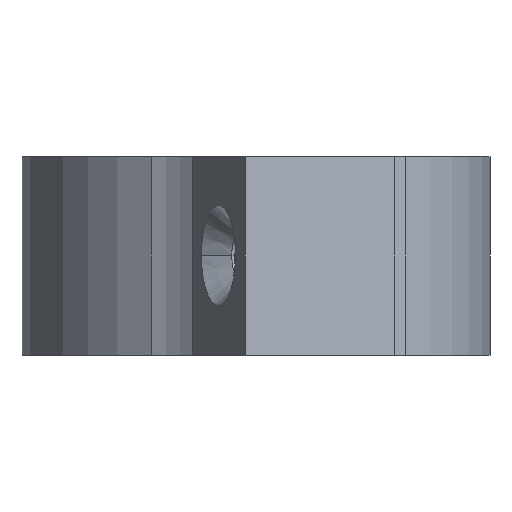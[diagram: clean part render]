
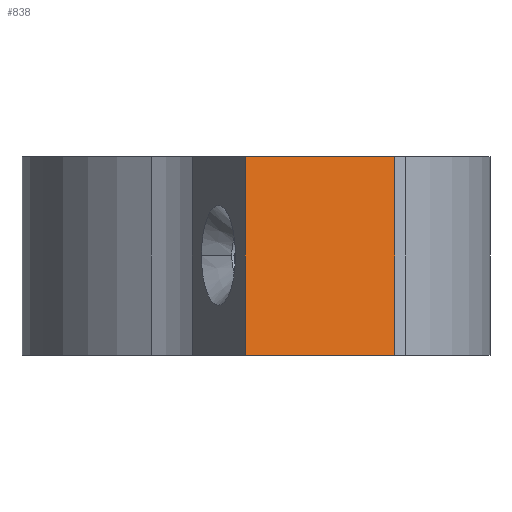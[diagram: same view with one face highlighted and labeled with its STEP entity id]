
A CAD part, left-side view. The second image highlights one B-rep face of the part: STEP entity #838.
In plain terms, the highlighted planar face has unit normal (-0.94, -0.34, 0).
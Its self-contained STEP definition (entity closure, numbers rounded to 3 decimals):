
#123 = DIRECTION ( 'NONE',  ( 0., 0., -1. ) ) ;
#179 = EDGE_CURVE ( 'NONE', #5064, #4859, #3071, .T. ) ;
#838 = ADVANCED_FACE ( 'NONE', ( #2267 ), #3505, .F. ) ;
#1384 = EDGE_CURVE ( 'NONE', #5064, #1464, #4864, .T. ) ;
#1456 = ORIENTED_EDGE ( 'NONE', *, *, #4834, .F. ) ;
#1464 = VERTEX_POINT ( 'NONE', #3870 ) ;
#1557 = LINE ( 'NONE', #4440, #5237 ) ;
#1687 = CARTESIAN_POINT ( 'NONE',  ( -62.483, -16.523, 12.5 ) ) ;
#2079 = CARTESIAN_POINT ( 'NONE',  ( -62.483, -16.523, -12.5 ) ) ;
#2127 = VERTEX_POINT ( 'NONE', #2079 ) ;
#2226 = LINE ( 'NONE', #4605, #5727 ) ;
#2267 = FACE_OUTER_BOUND ( 'NONE', #4878, .T. ) ;
#2548 = VECTOR ( 'NONE', #7047, 1000. ) ;
#2679 = DIRECTION ( 'NONE',  ( 0.34, -0.94, 0. ) ) ;
#3071 = LINE ( 'NONE', #4717, #2548 ) ;
#3281 = VECTOR ( 'NONE', #123, 1000. ) ;
#3456 = DIRECTION ( 'NONE',  ( 0., 0., -1. ) ) ;
#3505 = PLANE ( 'NONE',  #6329 ) ;
#3870 = CARTESIAN_POINT ( 'NONE',  ( -69.284, 2.285, -12.5 ) ) ;
#4381 = ORIENTED_EDGE ( 'NONE', *, *, #5529, .T. ) ;
#4440 = CARTESIAN_POINT ( 'NONE',  ( -60.543, -21.891, -12.5 ) ) ;
#4605 = CARTESIAN_POINT ( 'NONE',  ( -62.483, -16.523, 12.5 ) ) ;
#4717 = CARTESIAN_POINT ( 'NONE',  ( -60.543, -21.891, 12.5 ) ) ;
#4834 = EDGE_CURVE ( 'NONE', #4859, #2127, #2226, .T. ) ;
#4859 = VERTEX_POINT ( 'NONE', #1687 ) ;
#4864 = LINE ( 'NONE', #5392, #3281 ) ;
#4878 = EDGE_LOOP ( 'NONE', ( #4381, #1456, #7056, #7250 ) ) ;
#5064 = VERTEX_POINT ( 'NONE', #7128 ) ;
#5237 = VECTOR ( 'NONE', #2679, 1000. ) ;
#5392 = CARTESIAN_POINT ( 'NONE',  ( -69.284, 2.285, 12.5 ) ) ;
#5529 = EDGE_CURVE ( 'NONE', #1464, #2127, #1557, .T. ) ;
#5727 = VECTOR ( 'NONE', #3456, 1000. ) ;
#5802 = CARTESIAN_POINT ( 'NONE',  ( -60.543, -21.891, 12.5 ) ) ;
#5843 = DIRECTION ( 'NONE',  ( -0.34, 0.94, 0. ) ) ;
#6329 = AXIS2_PLACEMENT_3D ( 'NONE', #5802, #7560, #5843 ) ;
#7047 = DIRECTION ( 'NONE',  ( 0.34, -0.94, 0. ) ) ;
#7056 = ORIENTED_EDGE ( 'NONE', *, *, #179, .F. ) ;
#7128 = CARTESIAN_POINT ( 'NONE',  ( -69.284, 2.285, 12.5 ) ) ;
#7250 = ORIENTED_EDGE ( 'NONE', *, *, #1384, .T. ) ;
#7560 = DIRECTION ( 'NONE',  ( 0.94, 0.34, 0. ) ) ;
